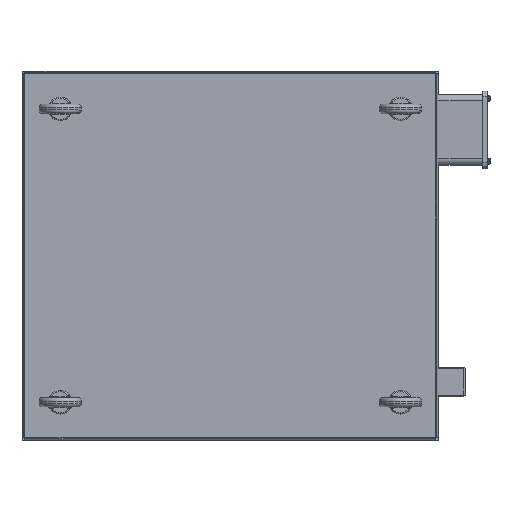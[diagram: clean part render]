
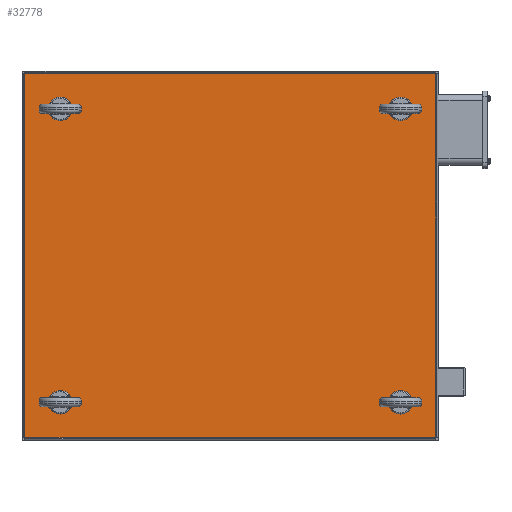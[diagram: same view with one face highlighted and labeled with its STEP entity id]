
A CAD part, top view. The second image highlights one B-rep face of the part: STEP entity #32778.
In plain terms, the highlighted planar face has unit normal (0, 0, 1).
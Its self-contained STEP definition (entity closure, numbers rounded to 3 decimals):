
#1202=FACE_BOUND('',#8554,.T.);
#1203=FACE_BOUND('',#8555,.T.);
#1204=FACE_BOUND('',#8556,.T.);
#1205=FACE_BOUND('',#8557,.T.);
#1548=PLANE('',#34838);
#2651=LINE('',#52662,#4465);
#2652=LINE('',#52664,#4466);
#2653=LINE('',#52666,#4467);
#2654=LINE('',#52667,#4468);
#4465=VECTOR('',#39570,1.);
#4466=VECTOR('',#39571,1.);
#4467=VECTOR('',#39572,1.);
#4468=VECTOR('',#39573,1.);
#6681=FACE_OUTER_BOUND('',#8553,.T.);
#8553=EDGE_LOOP('',(#21780,#21781,#21782,#21783));
#8554=EDGE_LOOP('',(#21784,#21785));
#8555=EDGE_LOOP('',(#21786,#21787));
#8556=EDGE_LOOP('',(#21788,#21789));
#8557=EDGE_LOOP('',(#21790,#21791));
#11193=CIRCLE('',#34839,20.);
#11194=CIRCLE('',#34840,20.);
#11195=CIRCLE('',#34841,20.);
#11196=CIRCLE('',#34842,20.);
#11197=CIRCLE('',#34843,20.);
#11198=CIRCLE('',#34844,20.);
#11199=CIRCLE('',#34845,20.);
#11200=CIRCLE('',#34846,20.);
#13107=VERTEX_POINT('',#52660);
#13108=VERTEX_POINT('',#52661);
#13109=VERTEX_POINT('',#52663);
#13110=VERTEX_POINT('',#52665);
#13111=VERTEX_POINT('',#52668);
#13112=VERTEX_POINT('',#52669);
#13113=VERTEX_POINT('',#52672);
#13114=VERTEX_POINT('',#52673);
#13115=VERTEX_POINT('',#52676);
#13116=VERTEX_POINT('',#52677);
#13117=VERTEX_POINT('',#52680);
#13118=VERTEX_POINT('',#52681);
#16431=EDGE_CURVE('',#13107,#13108,#2651,.T.);
#16432=EDGE_CURVE('',#13109,#13107,#2652,.T.);
#16433=EDGE_CURVE('',#13110,#13109,#2653,.T.);
#16434=EDGE_CURVE('',#13108,#13110,#2654,.T.);
#16435=EDGE_CURVE('',#13111,#13112,#11193,.T.);
#16436=EDGE_CURVE('',#13112,#13111,#11194,.T.);
#16437=EDGE_CURVE('',#13113,#13114,#11195,.T.);
#16438=EDGE_CURVE('',#13114,#13113,#11196,.T.);
#16439=EDGE_CURVE('',#13115,#13116,#11197,.T.);
#16440=EDGE_CURVE('',#13116,#13115,#11198,.T.);
#16441=EDGE_CURVE('',#13117,#13118,#11199,.T.);
#16442=EDGE_CURVE('',#13118,#13117,#11200,.T.);
#21780=ORIENTED_EDGE('',*,*,#16431,.F.);
#21781=ORIENTED_EDGE('',*,*,#16432,.F.);
#21782=ORIENTED_EDGE('',*,*,#16433,.F.);
#21783=ORIENTED_EDGE('',*,*,#16434,.F.);
#21784=ORIENTED_EDGE('',*,*,#16435,.T.);
#21785=ORIENTED_EDGE('',*,*,#16436,.T.);
#21786=ORIENTED_EDGE('',*,*,#16437,.T.);
#21787=ORIENTED_EDGE('',*,*,#16438,.T.);
#21788=ORIENTED_EDGE('',*,*,#16439,.T.);
#21789=ORIENTED_EDGE('',*,*,#16440,.T.);
#21790=ORIENTED_EDGE('',*,*,#16441,.T.);
#21791=ORIENTED_EDGE('',*,*,#16442,.T.);
#32778=ADVANCED_FACE('',(#6681,#1202,#1203,#1204,#1205),#1548,.T.);
#34838=AXIS2_PLACEMENT_3D('',#52659,#39568,#39569);
#34839=AXIS2_PLACEMENT_3D('',#52670,#39574,#39575);
#34840=AXIS2_PLACEMENT_3D('',#52671,#39576,#39577);
#34841=AXIS2_PLACEMENT_3D('',#52674,#39578,#39579);
#34842=AXIS2_PLACEMENT_3D('',#52675,#39580,#39581);
#34843=AXIS2_PLACEMENT_3D('',#52678,#39582,#39583);
#34844=AXIS2_PLACEMENT_3D('',#52679,#39584,#39585);
#34845=AXIS2_PLACEMENT_3D('',#52682,#39586,#39587);
#34846=AXIS2_PLACEMENT_3D('',#52683,#39588,#39589);
#39568=DIRECTION('center_axis',(0.,0.,1.));
#39569=DIRECTION('ref_axis',(1.,0.,0.));
#39570=DIRECTION('',(0.,1.,0.));
#39571=DIRECTION('',(-1.,0.,0.));
#39572=DIRECTION('',(0.,-1.,0.));
#39573=DIRECTION('',(1.,0.,0.));
#39574=DIRECTION('center_axis',(0.,0.,-1.));
#39575=DIRECTION('ref_axis',(1.,0.,0.));
#39576=DIRECTION('center_axis',(0.,0.,-1.));
#39577=DIRECTION('ref_axis',(1.,0.,0.));
#39578=DIRECTION('center_axis',(0.,0.,-1.));
#39579=DIRECTION('ref_axis',(1.,0.,0.));
#39580=DIRECTION('center_axis',(0.,0.,-1.));
#39581=DIRECTION('ref_axis',(1.,0.,0.));
#39582=DIRECTION('center_axis',(0.,0.,-1.));
#39583=DIRECTION('ref_axis',(1.,0.,0.));
#39584=DIRECTION('center_axis',(0.,0.,-1.));
#39585=DIRECTION('ref_axis',(1.,0.,0.));
#39586=DIRECTION('center_axis',(0.,0.,-1.));
#39587=DIRECTION('ref_axis',(1.,0.,0.));
#39588=DIRECTION('center_axis',(0.,0.,-1.));
#39589=DIRECTION('ref_axis',(1.,0.,0.));
#52659=CARTESIAN_POINT('Origin',(0.,0.,53.));
#52660=CARTESIAN_POINT('',(150.,90.,53.));
#52661=CARTESIAN_POINT('',(150.,710.,53.));
#52662=CARTESIAN_POINT('',(150.,0.,53.));
#52663=CARTESIAN_POINT('',(850.,90.,53.));
#52664=CARTESIAN_POINT('',(900.,90.,53.));
#52665=CARTESIAN_POINT('',(850.,710.,53.));
#52666=CARTESIAN_POINT('',(850.,800.,53.));
#52667=CARTESIAN_POINT('',(0.,710.,53.));
#52668=CARTESIAN_POINT('',(230.,150.,53.));
#52669=CARTESIAN_POINT('',(190.,150.,53.));
#52670=CARTESIAN_POINT('Origin',(210.,150.,53.));
#52671=CARTESIAN_POINT('Origin',(210.,150.,53.));
#52672=CARTESIAN_POINT('',(810.,150.,53.));
#52673=CARTESIAN_POINT('',(770.,150.,53.));
#52674=CARTESIAN_POINT('Origin',(790.,150.,53.));
#52675=CARTESIAN_POINT('Origin',(790.,150.,53.));
#52676=CARTESIAN_POINT('',(230.,650.,53.));
#52677=CARTESIAN_POINT('',(190.,650.,53.));
#52678=CARTESIAN_POINT('Origin',(210.,650.,53.));
#52679=CARTESIAN_POINT('Origin',(210.,650.,53.));
#52680=CARTESIAN_POINT('',(810.,650.,53.));
#52681=CARTESIAN_POINT('',(770.,650.,53.));
#52682=CARTESIAN_POINT('Origin',(790.,650.,53.));
#52683=CARTESIAN_POINT('Origin',(790.,650.,53.));
